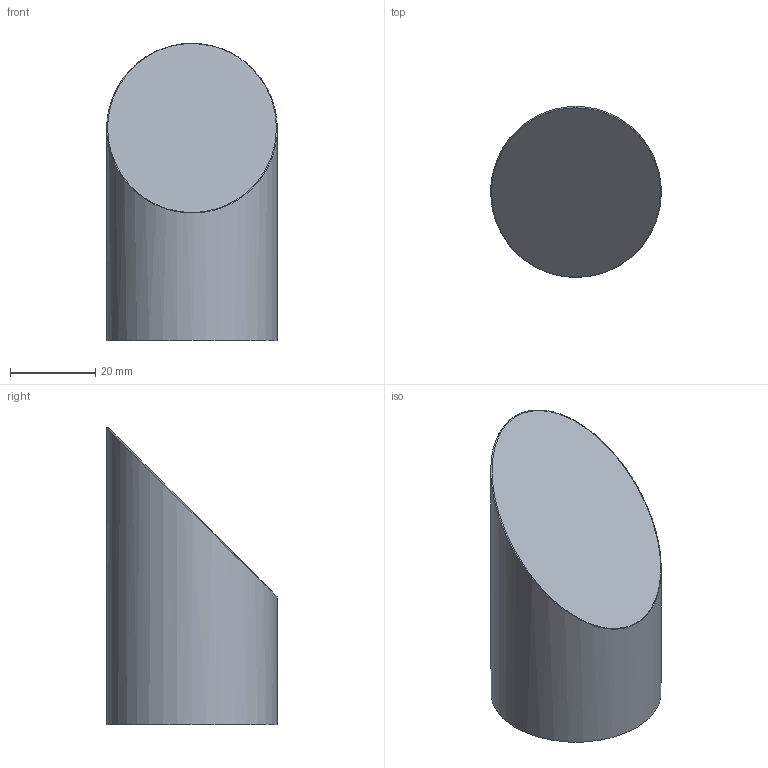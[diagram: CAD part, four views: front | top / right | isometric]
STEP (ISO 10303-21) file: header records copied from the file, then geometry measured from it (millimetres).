
FILE_DESCRIPTION(/* description */ (''),/* implementation_level */ '2;1');
FILE_NAME(/* name */ 'support miroir secondaire v1.step',/* time_stamp */ '2022-03-06T14:32:04+01:00',/* author */ (''),/* organization */ (''),/* preprocessor_version */ 'ST-DEVELOPER v18.1',/* originating_system */ 'Autodesk Translation Framework v10.13.0.1454',/* authorisation */ '');
FILE_SCHEMA (('AUTOMOTIVE_DESIGN { 1 0 10303 214 3 1 1 }'));
Length unit declared in the file: millimetre
Products named in the file (1): support miroir secondaire
Bounding box: 40 x 40 x 69.72 mm (x, y, z)
Volume: 62413.9 mm3; surface area: 9889.8 mm2
Topology: 1 solids, 1 shells, 72 faces, 207 edges, 138 vertices
Faces by surface type: cylinder 66, bspline 3, plane 3
Full cylindrical faces by diameter (mm): 4.234 x15, 5.12 x8, 40 x1
Entity records: 6120 total; most frequent: CARTESIAN_POINT 4459, ORIENTED_EDGE 414, DIRECTION 224, EDGE_CURVE 207, VERTEX_POINT 138, B_SPLINE_CURVE_WITH_KNOTS 133, AXIS2_PLACEMENT_3D 80, EDGE_LOOP 73
